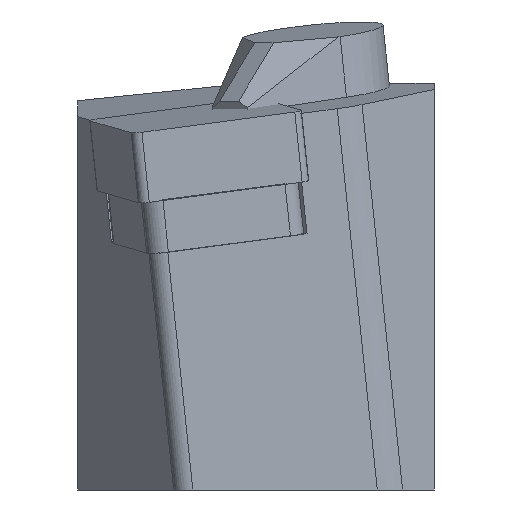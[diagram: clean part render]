
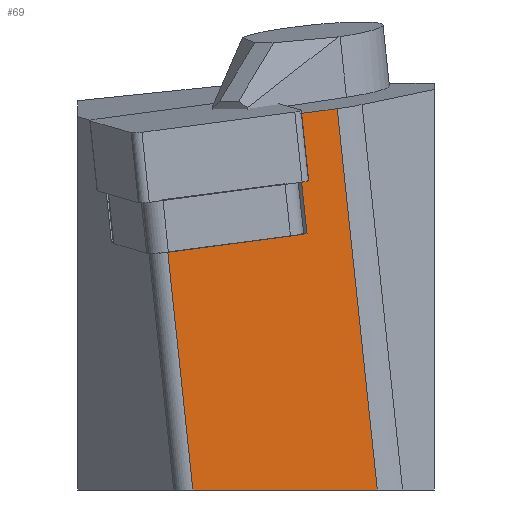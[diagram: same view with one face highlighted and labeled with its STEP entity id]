
A CAD part, left-side view. The second image highlights one B-rep face of the part: STEP entity #69.
In plain terms, the highlighted planar face has unit normal (-0.963, -0.258, -0.075).
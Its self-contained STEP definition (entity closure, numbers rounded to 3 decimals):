
#69=ADVANCED_FACE('',(#155),#118,.F.);
#118=PLANE('',#980);
#155=FACE_OUTER_BOUND('',#204,.T.);
#204=EDGE_LOOP('',(#499,#500,#501,#502,#503,#504,#505));
#245=LINE('',#1308,#350);
#252=LINE('',#1329,#357);
#278=LINE('',#1386,#383);
#279=LINE('',#1388,#384);
#280=LINE('',#1390,#385);
#281=LINE('',#1392,#386);
#282=LINE('',#1393,#387);
#350=VECTOR('',#1047,1.);
#357=VECTOR('',#1064,1.);
#383=VECTOR('',#1106,1.);
#384=VECTOR('',#1107,1.);
#385=VECTOR('',#1108,1.);
#386=VECTOR('',#1109,1.);
#387=VECTOR('',#1110,1.);
#499=ORIENTED_EDGE('',*,*,#810,.F.);
#500=ORIENTED_EDGE('',*,*,#848,.F.);
#501=ORIENTED_EDGE('',*,*,#849,.F.);
#502=ORIENTED_EDGE('',*,*,#850,.F.);
#503=ORIENTED_EDGE('',*,*,#851,.T.);
#504=ORIENTED_EDGE('',*,*,#819,.F.);
#505=ORIENTED_EDGE('',*,*,#852,.T.);
#721=VERTEX_POINT('',#1306);
#723=VERTEX_POINT('',#1309);
#731=VERTEX_POINT('',#1328);
#732=VERTEX_POINT('',#1330);
#755=VERTEX_POINT('',#1387);
#756=VERTEX_POINT('',#1389);
#757=VERTEX_POINT('',#1391);
#810=EDGE_CURVE('',#721,#723,#245,.T.);
#819=EDGE_CURVE('',#731,#732,#252,.T.);
#848=EDGE_CURVE('',#755,#721,#278,.T.);
#849=EDGE_CURVE('',#756,#755,#279,.T.);
#850=EDGE_CURVE('',#757,#756,#280,.T.);
#851=EDGE_CURVE('',#757,#732,#281,.T.);
#852=EDGE_CURVE('',#731,#723,#282,.T.);
#980=AXIS2_PLACEMENT_3D('',#1394,#1111,#1112);
#1047=DIRECTION('',(0.248,-0.961,0.127));
#1064=DIRECTION('',(0.248,-0.961,0.127));
#1106=DIRECTION('',(0.248,-0.961,0.127));
#1107=DIRECTION('',(-0.105,0.104,0.989));
#1108=DIRECTION('',(-0.259,0.966,0.));
#1109=DIRECTION('',(-0.105,0.104,0.989));
#1110=DIRECTION('',(0.105,-0.104,-0.989));
#1111=DIRECTION('',(0.963,0.258,0.075));
#1112=DIRECTION('',(0.259,-0.966,0.));
#1306=CARTESIAN_POINT('',(5.536,12.217,-9.104));
#1308=CARTESIAN_POINT('',(2.523,23.911,-10.652));
#1309=CARTESIAN_POINT('',(5.741,11.424,-8.999));
#1328=CARTESIAN_POINT('',(4.61,12.549,1.703));
#1329=CARTESIAN_POINT('',(1.392,25.036,0.05));
#1330=CARTESIAN_POINT('',(5.597,8.716,2.21));
#1386=CARTESIAN_POINT('',(2.523,23.911,-10.652));
#1387=CARTESIAN_POINT('',(2.523,23.911,-10.652));
#1388=CARTESIAN_POINT('',(5.542,20.909,-39.216));
#1389=CARTESIAN_POINT('',(4.779,21.667,-32.));
#1390=CARTESIAN_POINT('',(5.02,20.769,-32.));
#1391=CARTESIAN_POINT('',(9.213,5.121,-32.));
#1392=CARTESIAN_POINT('',(9.747,4.589,-37.056));
#1393=CARTESIAN_POINT('',(4.173,12.984,5.837));
#1394=CARTESIAN_POINT('',(5.542,20.909,-39.216));
